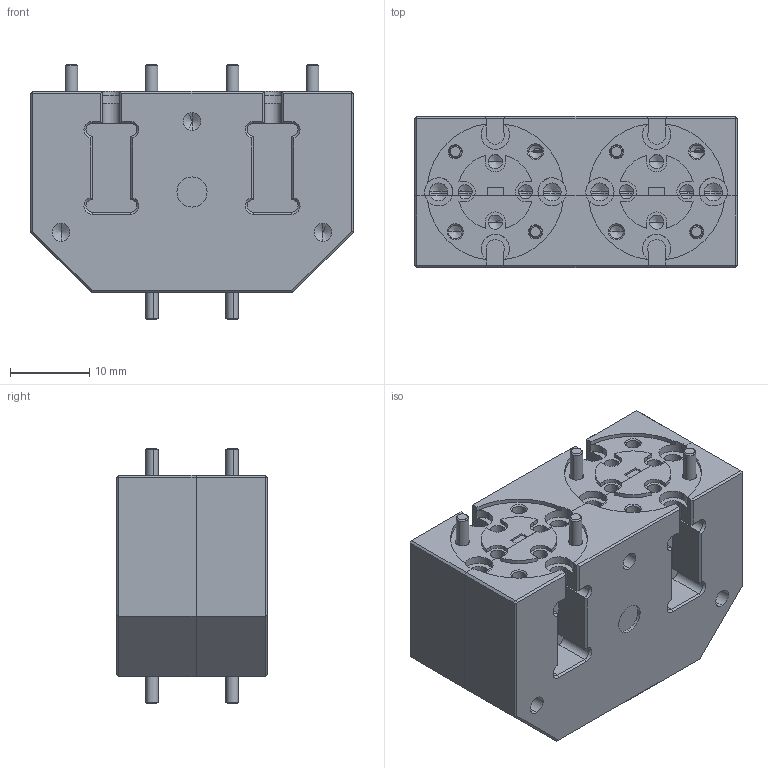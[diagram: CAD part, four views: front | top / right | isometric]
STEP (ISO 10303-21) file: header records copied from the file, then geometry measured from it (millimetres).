
FILE_DESCRIPTION (( 'STEP AP214' ), '1' );
FILE_NAME ('WP-F2I-A-3, Defeatured.STEP', '2024-06-17T18:22:20', ( '' ), ( '' ), 'SwSTEP 2.0', 'SolidWorks 2021', '' );
FILE_SCHEMA (( 'AUTOMOTIVE_DESIGN' ));
Length unit declared in the file: inch
Products named in the file (1): WP-F2I-A-3, Defeatured
Bounding box: 40.64 x 19.05 x 32.13 mm (x, y, z)
Volume: 16133.7 mm3; surface area: 9628.4 mm2
Topology: 18 solids, 18 shells, 907 faces, 2198 edges, 1308 vertices
Faces by surface type: plane 340, cylinder 293, cone 262, bspline 12
Entity records: 38715 total; most frequent: CARTESIAN_POINT 6240, DIRECTION 4561, ORIENTED_EDGE 4268, EDGE_CURVE 2134, AXIS2_PLACEMENT_3D 1686, VERTEX_POINT 1308, VECTOR 1189, LINE 1189
